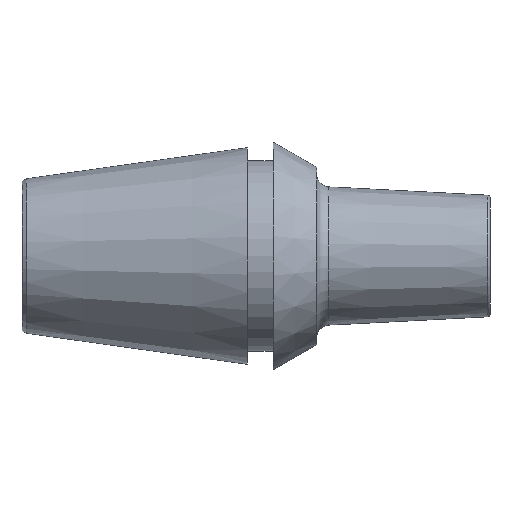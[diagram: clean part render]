
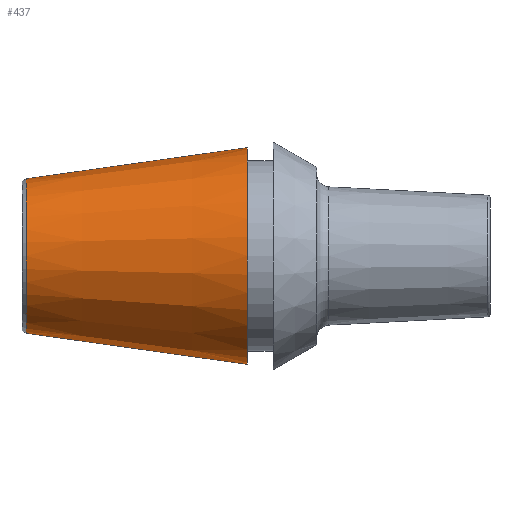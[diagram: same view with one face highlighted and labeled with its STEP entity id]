
A CAD part, top view. The second image highlights one B-rep face of the part: STEP entity #437.
In plain terms, the highlighted conical face has half-angle 8.002 degrees and reference radius 10.708 mm.
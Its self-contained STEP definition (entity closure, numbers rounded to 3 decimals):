
#67=CARTESIAN_POINT('',(-33.5,0.,0.));
#68=DIRECTION('',(1.,0.,0.));
#69=DIRECTION('',(0.,1.,0.));
#70=AXIS2_PLACEMENT_3D('',#67,#68,#69);
#72=CARTESIAN_POINT('',(-8.,0.,0.));
#73=DIRECTION('',(1.,0.,0.));
#74=DIRECTION('',(0.,1.,0.));
#75=AXIS2_PLACEMENT_3D('',#72,#73,#74);
#240=DIRECTION('',(-0.99,0.139,0.));
#241=VECTOR('',#240,25.751);
#242=CARTESIAN_POINT('',(-8.,-12.5,0.));
#243=LINE('',#242,#241);
#249=DIRECTION('',(-0.99,-0.139,0.));
#250=VECTOR('',#249,25.751);
#251=CARTESIAN_POINT('',(-8.,12.5,0.));
#252=LINE('',#251,#250);
#277=CARTESIAN_POINT('',(-33.5,8.915,0.));
#278=CARTESIAN_POINT('',(-33.5,-8.915,0.));
#279=VERTEX_POINT('',#277);
#280=VERTEX_POINT('',#278);
#305=CARTESIAN_POINT('',(-8.,12.5,0.));
#306=CARTESIAN_POINT('',(-8.,-12.5,0.));
#307=VERTEX_POINT('',#305);
#308=VERTEX_POINT('',#306);
#423=CARTESIAN_POINT('',(-20.75,0.,0.));
#424=DIRECTION('',(1.,0.,0.));
#425=DIRECTION('',(0.,-1.,0.));
#426=AXIS2_PLACEMENT_3D('',#423,#424,#425);
#427=CONICAL_SURFACE('',#426,10.708,8.002);
#429=ORIENTED_EDGE('',*,*,#428,.F.);
#431=ORIENTED_EDGE('',*,*,#430,.F.);
#432=ORIENTED_EDGE('',*,*,#412,.T.);
#434=ORIENTED_EDGE('',*,*,#433,.T.);
#435=EDGE_LOOP('',(#429,#431,#432,#434));
#436=FACE_OUTER_BOUND('',#435,.F.);
#437=ADVANCED_FACE('',(#436),#427,.T.);
#71=CIRCLE('',#70,8.915);
#76=CIRCLE('',#75,12.5);
#412=EDGE_CURVE('',#307,#308,#76,.T.);
#428=EDGE_CURVE('',#279,#280,#71,.T.);
#430=EDGE_CURVE('',#307,#279,#252,.T.);
#433=EDGE_CURVE('',#308,#280,#243,.T.);
